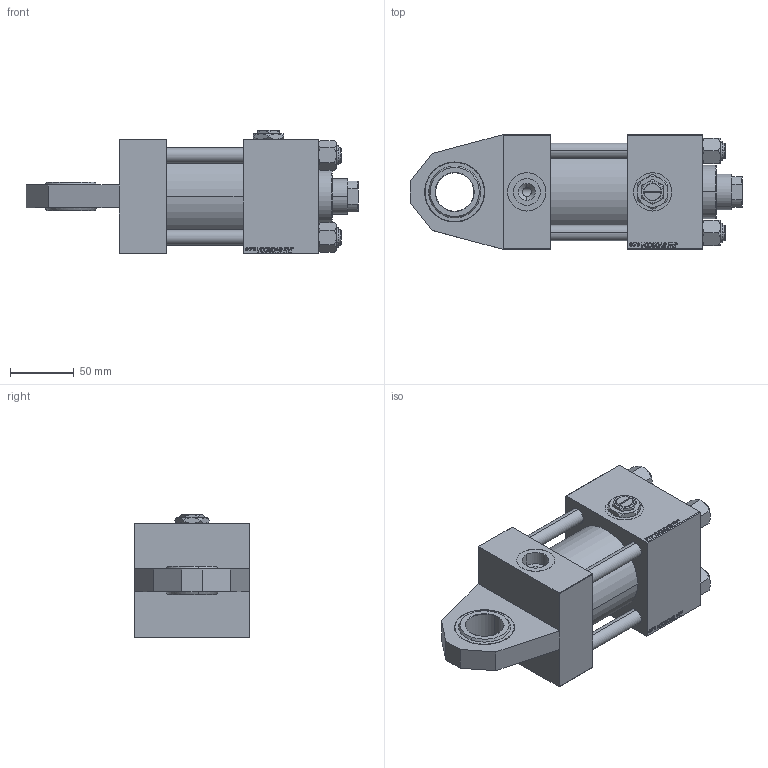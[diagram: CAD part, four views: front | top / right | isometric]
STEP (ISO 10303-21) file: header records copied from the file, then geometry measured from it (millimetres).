
FILE_DESCRIPTION (( 'STEP AP203' ), '1' );
FILE_NAME ('0a0a.STEP', '2023-08-23T11:34:55', ( '' ), ( '' ), 'SwSTEP 2.0', 'SolidWorks 2019', '' );
FILE_SCHEMA (( 'CONFIG_CONTROL_DESIGN' ));
Length unit declared in the file: millimetre
Products named in the file (8): V215_VC_A 120a76592fc6ecdee6197dd539b92059; NUT_M5_J 120a76592fc6ecdee6197dd539b92059; V215CR_J_Body 120a76592fc6ecdee6197dd539b92059; Zatka_pro_OIL_PORT 120a76592fc6ecdee6197dd539b92059; 0a0a; V215CR_J_VNITRNI_KROUZEK 120a76592fc6ecdee6197dd539b92059; V215CR_TYCINKA_J 120a76592fc6ecdee6197dd539b92059; V215CR_VCP_J 120a76592fc6ecdee6197dd539b92059
Assembly tree (13 placements, depth 2):
  0a0a
    V215CR_J_Body 120a76592fc6ecdee6197dd539b92059
    V215CR_J_VNITRNI_KROUZEK 120a76592fc6ecdee6197dd539b92059
    V215CR_VCP_J 120a76592fc6ecdee6197dd539b92059
    V215CR_TYCINKA_J 120a76592fc6ecdee6197dd539b92059  x4
    NUT_M5_J 120a76592fc6ecdee6197dd539b92059  x4
    V215_VC_A 120a76592fc6ecdee6197dd539b92059
    Zatka_pro_OIL_PORT 120a76592fc6ecdee6197dd539b92059
Bounding box: 260 x 90 x 97 mm (x, y, z)
Volume: 1028558.8 mm3; surface area: 202669.7 mm2
Topology: 13 solids, 13 shells, 1193 faces, 2982 edges, 1929 vertices
Faces by surface type: plane 540, bspline 392, cone 148, cylinder 93, torus 20
Entity records: 51923 total; most frequent: CARTESIAN_POINT 27590, ORIENTED_EDGE 5456, DIRECTION 3519, EDGE_CURVE 2728, VERTEX_POINT 1785, VECTOR 1599, LINE 1599, EDGE_LOOP 1205
